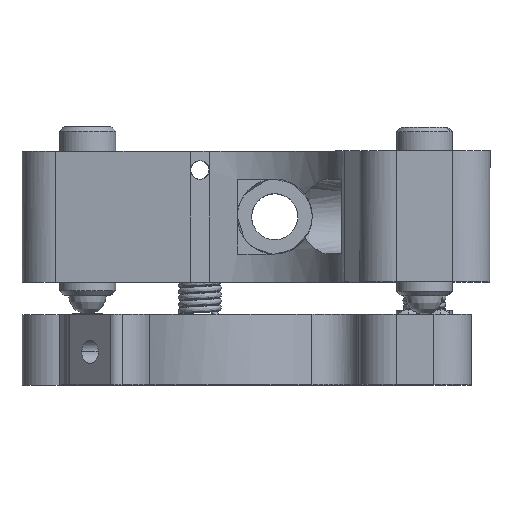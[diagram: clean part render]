
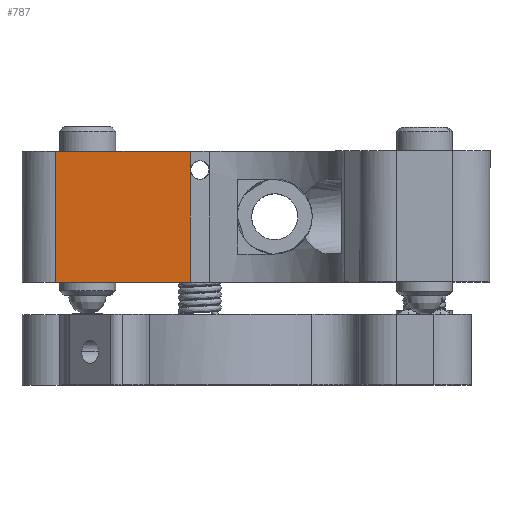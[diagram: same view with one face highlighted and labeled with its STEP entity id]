
A CAD part, top view. The second image highlights one B-rep face of the part: STEP entity #787.
In plain terms, the highlighted free-form (B-spline) face has degree [1, 1] with [2, 2] control points.
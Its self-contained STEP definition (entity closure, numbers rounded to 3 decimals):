
#787=ADVANCED_FACE('',(#1224),#16017,.T.);
#1224=FACE_OUTER_BOUND('',#1684,.T.);
#1684=EDGE_LOOP('',(#2914,#2915,#2916,#2917,#2918));
#2914=ORIENTED_EDGE('',*,*,#13300,.T.);
#2915=ORIENTED_EDGE('',*,*,#13237,.F.);
#2916=ORIENTED_EDGE('',*,*,#13235,.F.);
#2917=ORIENTED_EDGE('',*,*,#13301,.T.);
#2918=ORIENTED_EDGE('',*,*,#13302,.T.);
#5185=PCURVE('',#15998,#7542);
#5187=PCURVE('',#15999,#7544);
#5271=PCURVE('',#16017,#7628);
#5272=PCURVE('',#16017,#7629);
#5273=PCURVE('',#16017,#7630);
#5274=PCURVE('',#16017,#7631);
#5275=PCURVE('',#16017,#7632);
#5301=PCURVE('',#16240,#7658);
#5581=PCURVE('',#16032,#7938);
#5610=PCURVE('',#16033,#7967);
#7542=DEFINITIONAL_REPRESENTATION('',(#9833),#85771);
#7544=DEFINITIONAL_REPRESENTATION('',(#9835),#85771);
#7628=DEFINITIONAL_REPRESENTATION('',(#9961),#85771);
#7629=DEFINITIONAL_REPRESENTATION('',(#9962),#85771);
#7630=DEFINITIONAL_REPRESENTATION('',(#9963),#85771);
#7631=DEFINITIONAL_REPRESENTATION('',(#9965),#85771);
#7632=DEFINITIONAL_REPRESENTATION('',(#9967),#85771);
#7658=DEFINITIONAL_REPRESENTATION('',(#9998),#85771);
#7938=DEFINITIONAL_REPRESENTATION('',(#10278),#85771);
#7967=DEFINITIONAL_REPRESENTATION('',(#10289),#85771);
#9832=B_SPLINE_CURVE_WITH_KNOTS('',1,(#24154,#24155),.UNSPECIFIED.,.F.,
 .F.,(2,2),(0.,2.),.UNSPECIFIED.);
#9833=B_SPLINE_CURVE_WITH_KNOTS('',1,(#24156,#24157),.UNSPECIFIED.,.F.,
 .F.,(2,2),(0.,2.),.UNSPECIFIED.);
#9834=B_SPLINE_CURVE_WITH_KNOTS('',1,(#24168,#24169),.UNSPECIFIED.,.F.,
 .F.,(2,2),(0.,12.),.UNSPECIFIED.);
#9835=B_SPLINE_CURVE_WITH_KNOTS('',1,(#24170,#24171),.UNSPECIFIED.,.F.,
 .F.,(2,2),(0.,12.),.UNSPECIFIED.);
#9960=B_SPLINE_CURVE_WITH_KNOTS('',1,(#24680,#24681),.UNSPECIFIED.,.F.,
 .F.,(2,2),(0.,14.5),.UNSPECIFIED.);
#9961=B_SPLINE_CURVE_WITH_KNOTS('',1,(#24682,#24683),.UNSPECIFIED.,.F.,
 .F.,(2,2),(0.,14.5),.UNSPECIFIED.);
#9962=B_SPLINE_CURVE_WITH_KNOTS('',1,(#24684,#24685),.UNSPECIFIED.,.F.,
 .F.,(2,2),(0.,12.),.UNSPECIFIED.);
#9963=B_SPLINE_CURVE_WITH_KNOTS('',1,(#24686,#24687),.UNSPECIFIED.,.F.,
 .F.,(2,2),(0.,2.),.UNSPECIFIED.);
#9964=B_SPLINE_CURVE_WITH_KNOTS('',1,(#24688,#24689),.UNSPECIFIED.,.F.,
 .F.,(2,2),(-14.5,0.),.UNSPECIFIED.);
#9965=B_SPLINE_CURVE_WITH_KNOTS('',1,(#24690,#24691),.UNSPECIFIED.,.F.,
 .F.,(2,2),(-14.5,0.),.UNSPECIFIED.);
#9966=B_SPLINE_CURVE_WITH_KNOTS('',1,(#24692,#24693),.UNSPECIFIED.,.F.,
 .F.,(2,2),(-14.,0.),.UNSPECIFIED.);
#9967=B_SPLINE_CURVE_WITH_KNOTS('',1,(#24694,#24695),.UNSPECIFIED.,.F.,
 .F.,(2,2),(-14.,0.),.UNSPECIFIED.);
#9998=B_SPLINE_CURVE_WITH_KNOTS('',1,(#24874,#24875),.UNSPECIFIED.,.F.,
 .F.,(2,2),(-14.,0.),.UNSPECIFIED.);
#10278=B_SPLINE_CURVE_WITH_KNOTS('',1,(#26295,#26296),.UNSPECIFIED.,.F.,
 .F.,(2,2),(-14.5,0.),.UNSPECIFIED.);
#10289=B_SPLINE_CURVE_WITH_KNOTS('',1,(#26391,#26392),.UNSPECIFIED.,.F.,
 .F.,(2,2),(0.,14.5),.UNSPECIFIED.);
#11984=SURFACE_CURVE('',#9832,(#5185,#5273),.PCURVE_S1.);
#11986=SURFACE_CURVE('',#9834,(#5187,#5272),.PCURVE_S1.);
#12049=SURFACE_CURVE('',#9960,(#5271,#5610),.PCURVE_S1.);
#12050=SURFACE_CURVE('',#9964,(#5274,#5581),.PCURVE_S1.);
#12051=SURFACE_CURVE('',#9966,(#5275,#5301),.PCURVE_S1.);
#13235=EDGE_CURVE('',#15438,#15434,#11984,.T.);
#13237=EDGE_CURVE('',#15434,#15439,#11986,.T.);
#13300=EDGE_CURVE('',#15486,#15439,#12049,.T.);
#13301=EDGE_CURVE('',#15438,#15487,#12050,.T.);
#13302=EDGE_CURVE('',#15487,#15486,#12051,.T.);
#15434=VERTEX_POINT('',#23904);
#15438=VERTEX_POINT('',#23908);
#15439=VERTEX_POINT('',#23909);
#15486=VERTEX_POINT('',#23956);
#15487=VERTEX_POINT('',#23957);
#15998=B_SPLINE_SURFACE_WITH_KNOTS('',1,1,((#22930,#22931),(#22932,#22933)),
 .UNSPECIFIED.,.F.,.F.,.F.,(2,2),(2,2),(0.,2.64),(0.,
2.64),.UNSPECIFIED.);
#15999=B_SPLINE_SURFACE_WITH_KNOTS('',1,1,((#22934,#22935),(#22936,#22937)),
 .UNSPECIFIED.,.F.,.F.,.F.,(2,2),(2,2),(0.,14.64),(0.,
2.64),.UNSPECIFIED.);
#16017=B_SPLINE_SURFACE_WITH_KNOTS('',1,1,((#23124,#23125),(#23126,#23127)),
 .UNSPECIFIED.,.F.,.F.,.F.,(2,2),(2,2),(0.,17.664),
(-17.04,0.),.UNSPECIFIED.);
#16032=B_SPLINE_SURFACE_WITH_KNOTS('',1,1,((#23886,#23887),(#23888,#23889)),
 .UNSPECIFIED.,.F.,.F.,.F.,(2,2),(2,2),(0.,60.24),(0.,
60.24),.UNSPECIFIED.);
#16033=B_SPLINE_SURFACE_WITH_KNOTS('',1,1,((#23890,#23891),(#23892,#23893)),
 .UNSPECIFIED.,.F.,.F.,.F.,(2,2),(2,2),(-60.24,0.),(0.,
60.24),.UNSPECIFIED.);
#16240=(
BOUNDED_SURFACE()
B_SPLINE_SURFACE(2,1,((#23168,#23169),(#23170,#23171),(#23172,#23173),(#23174,
#23175),(#23176,#23177),(#23178,#23179),(#23180,#23181),(#23182,#23183),
(#23184,#23185)),.UNSPECIFIED.,.T.,.F.,.F.)
B_SPLINE_SURFACE_WITH_KNOTS((3,2,2,2,3),(2,2),(0.,1.571,3.142,
4.712,6.283),(0.,17.04),.UNSPECIFIED.)
GEOMETRIC_REPRESENTATION_ITEM()
RATIONAL_B_SPLINE_SURFACE(((1.,1.),(0.707,0.707),
(1.,1.),(0.707,0.707),(1.,1.),(0.707,
0.707),(1.,1.),(0.707,0.707),(1.,1.)))
REPRESENTATION_ITEM('')
SURFACE()
);
#22930=CARTESIAN_POINT('',(9.709,-10.987,11.68));
#22931=CARTESIAN_POINT('',(12.349,-10.987,11.68));
#22932=CARTESIAN_POINT('',(9.709,-10.987,14.32));
#22933=CARTESIAN_POINT('',(12.349,-10.987,14.32));
#22934=CARTESIAN_POINT('',(9.709,-10.987,-1.32));
#22935=CARTESIAN_POINT('',(12.349,-10.987,-1.32));
#22936=CARTESIAN_POINT('',(9.709,-10.987,13.32));
#22937=CARTESIAN_POINT('',(12.349,-10.987,13.32));
#23124=CARTESIAN_POINT('',(10.456,-10.821,15.52));
#23125=CARTESIAN_POINT('',(10.456,-10.821,-1.52));
#23126=CARTESIAN_POINT('',(28.022,-12.676,15.52));
#23127=CARTESIAN_POINT('',(28.022,-12.676,-1.52));
#23168=CARTESIAN_POINT('',(22.029,-16.487,-1.52));
#23169=CARTESIAN_POINT('',(22.029,-16.487,15.52));
#23170=CARTESIAN_POINT('',(22.029,-20.487,-1.52));
#23171=CARTESIAN_POINT('',(22.029,-20.487,15.52));
#23172=CARTESIAN_POINT('',(26.029,-20.487,-1.52));
#23173=CARTESIAN_POINT('',(26.029,-20.487,15.52));
#23174=CARTESIAN_POINT('',(30.029,-20.487,-1.52));
#23175=CARTESIAN_POINT('',(30.029,-20.487,15.52));
#23176=CARTESIAN_POINT('',(30.029,-16.487,-1.52));
#23177=CARTESIAN_POINT('',(30.029,-16.487,15.52));
#23178=CARTESIAN_POINT('',(30.029,-12.487,-1.52));
#23179=CARTESIAN_POINT('',(30.029,-12.487,15.52));
#23180=CARTESIAN_POINT('',(26.029,-12.487,-1.52));
#23181=CARTESIAN_POINT('',(26.029,-12.487,15.52));
#23182=CARTESIAN_POINT('',(22.029,-12.487,-1.52));
#23183=CARTESIAN_POINT('',(22.029,-12.487,15.52));
#23184=CARTESIAN_POINT('',(22.029,-16.487,-1.52));
#23185=CARTESIAN_POINT('',(22.029,-16.487,15.52));
#23886=CARTESIAN_POINT('',(-25.091,-31.607,14.));
#23887=CARTESIAN_POINT('',(-25.091,28.633,14.));
#23888=CARTESIAN_POINT('',(35.149,-31.607,14.));
#23889=CARTESIAN_POINT('',(35.149,28.633,14.));
#23890=CARTESIAN_POINT('',(35.149,-31.607,0.));
#23891=CARTESIAN_POINT('',(35.149,28.633,0.));
#23892=CARTESIAN_POINT('',(-25.091,-31.607,0.));
#23893=CARTESIAN_POINT('',(-25.091,28.633,0.));
#23904=CARTESIAN_POINT('',(12.029,-10.987,12.));
#23908=CARTESIAN_POINT('',(12.029,-10.987,14.));
#23909=CARTESIAN_POINT('',(12.029,-10.987,0.));
#23956=CARTESIAN_POINT('',(26.449,-12.51,0.));
#23957=CARTESIAN_POINT('',(26.449,-12.51,14.));
#24154=CARTESIAN_POINT('',(12.029,-10.987,14.));
#24155=CARTESIAN_POINT('',(12.029,-10.987,12.));
#24156=CARTESIAN_POINT('',(2.32,2.32));
#24157=CARTESIAN_POINT('',(0.32,2.32));
#24168=CARTESIAN_POINT('',(12.029,-10.987,12.));
#24169=CARTESIAN_POINT('',(12.029,-10.987,0.));
#24170=CARTESIAN_POINT('',(13.32,2.32));
#24171=CARTESIAN_POINT('',(1.32,2.32));
#24680=CARTESIAN_POINT('',(26.449,-12.51,0.));
#24681=CARTESIAN_POINT('',(12.029,-10.987,0.));
#24682=CARTESIAN_POINT('',(16.082,-1.52));
#24683=CARTESIAN_POINT('',(1.582,-1.52));
#24684=CARTESIAN_POINT('',(1.582,-13.52));
#24685=CARTESIAN_POINT('',(1.582,-1.52));
#24686=CARTESIAN_POINT('',(1.582,-15.52));
#24687=CARTESIAN_POINT('',(1.582,-13.52));
#24688=CARTESIAN_POINT('',(12.029,-10.987,14.));
#24689=CARTESIAN_POINT('',(26.449,-12.51,14.));
#24690=CARTESIAN_POINT('',(1.582,-15.52));
#24691=CARTESIAN_POINT('',(16.082,-15.52));
#24692=CARTESIAN_POINT('',(26.449,-12.51,14.));
#24693=CARTESIAN_POINT('',(26.449,-12.51,0.));
#24694=CARTESIAN_POINT('',(16.082,-15.52));
#24695=CARTESIAN_POINT('',(16.082,-1.52));
#24874=CARTESIAN_POINT('',(4.598,15.52));
#24875=CARTESIAN_POINT('',(4.598,1.52));
#26295=CARTESIAN_POINT('',(37.12,20.62));
#26296=CARTESIAN_POINT('',(51.54,19.098));
#26391=CARTESIAN_POINT('',(-51.54,19.098));
#26392=CARTESIAN_POINT('',(-37.12,20.62));
#85771=(
GEOMETRIC_REPRESENTATION_CONTEXT(2)
PARAMETRIC_REPRESENTATION_CONTEXT()
REPRESENTATION_CONTEXT('pspace','')
);
